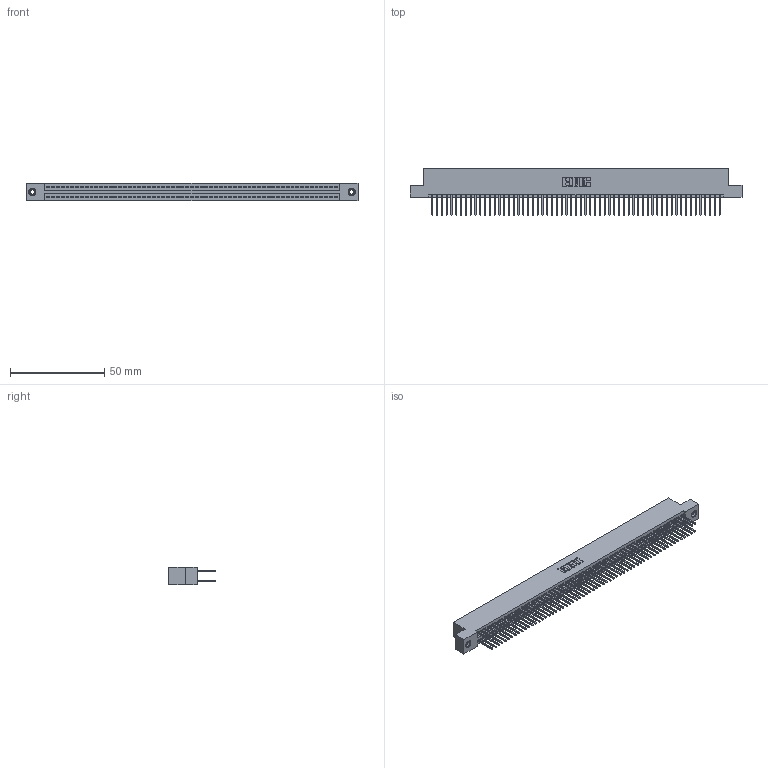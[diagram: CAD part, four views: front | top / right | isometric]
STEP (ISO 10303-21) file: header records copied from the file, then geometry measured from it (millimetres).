
FILE_DESCRIPTION (( 'STEP AP203' ), '1' );
FILE_NAME ('845-122-523-208.STEP', '2018-11-21T09:31:02', ( '' ), ( '' ), 'SwSTEP 2.0', 'SolidWorks 2016', '' );
FILE_SCHEMA (( 'CONFIG_CONTROL_DESIGN' ));
Length unit declared in the file: inch
Products named in the file (4): 845 Part_Flush Mounting Lugs - 0.156 Dia-TI; 345-292-001_345-293-123; 345-250-001_345-250-003-102; 845-122-523-208
Assembly tree (125 placements, depth 2):
  845-122-523-208
    845 Part_Flush Mounting Lugs - 0.156 Dia-TI
    345-292-001_345-293-123  x122
    345-250-001_345-250-003-102  x2
Bounding box: 176.15 x 24.82 x 9.4 mm (x, y, z)
Volume: 17531.2 mm3; surface area: 27417.2 mm2
Topology: 125 solids, 125 shells, 6286 faces, 18655 edges, 12266 vertices
Faces by surface type: plane 4138, cylinder 2132, cone 12, torus 4
Entity records: 46508 total; most frequent: CARTESIAN_POINT 7759, ORIENTED_EDGE 7686, DIRECTION 6845, EDGE_CURVE 3843, LINE 3447, VECTOR 3447, VERTEX_POINT 2556, AXIS2_PLACEMENT_3D 1699
